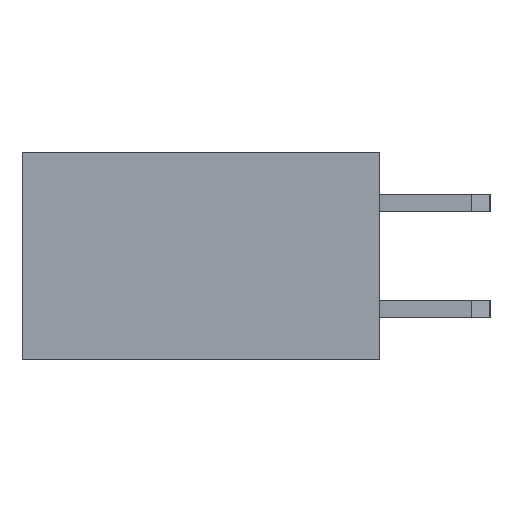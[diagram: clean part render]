
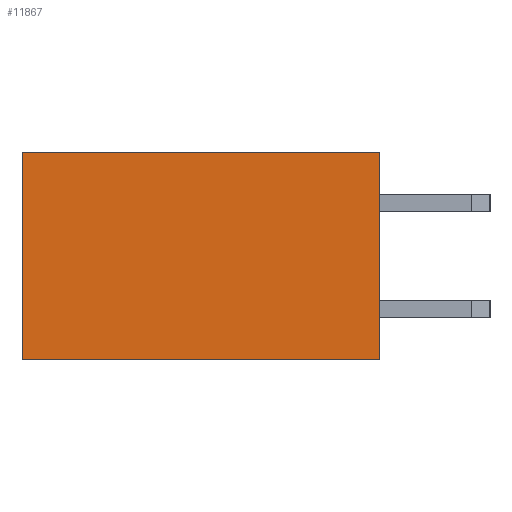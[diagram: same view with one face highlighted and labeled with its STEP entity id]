
A CAD part, left-side view. The second image highlights one B-rep face of the part: STEP entity #11867.
In plain terms, the highlighted planar face has unit normal (-1, 0, 0).
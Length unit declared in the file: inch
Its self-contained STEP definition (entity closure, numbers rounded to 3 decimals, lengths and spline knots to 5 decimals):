
#1055=ORIENTED_EDGE('',*,*,#4136,.T.);
#1056=ORIENTED_EDGE('',*,*,#3491,.F.);
#1057=ORIENTED_EDGE('',*,*,#4183,.F.);
#1058=ORIENTED_EDGE('',*,*,#3483,.T.);
#3483=EDGE_CURVE('',#5164,#5163,#6283,.T.);
#3491=EDGE_CURVE('',#5171,#5172,#6291,.T.);
#4136=EDGE_CURVE('',#5163,#5172,#6936,.T.);
#4183=EDGE_CURVE('',#5164,#5171,#6983,.T.);
#5163=VERTEX_POINT('',#15997);
#5164=VERTEX_POINT('',#15999);
#5171=VERTEX_POINT('',#16014);
#5172=VERTEX_POINT('',#16016);
#6283=LINE('',#15998,#7963);
#6291=LINE('',#16015,#7971);
#6936=LINE('',#17304,#8616);
#6983=LINE('',#17375,#8663);
#7963=VECTOR('',#13001,39.37008);
#7971=VECTOR('',#13011,39.37008);
#8616=VECTOR('',#14026,39.37008);
#8663=VECTOR('',#14121,39.37008);
#9761=EDGE_LOOP('',(#1055,#1056,#1057,#1058));
#10509=FACE_BOUND('',#9761,.T.);
#11257=PLANE('',#12503);
#11867=ADVANCED_FACE('',(#10509),#11257,.F.);
#12503=AXIS2_PLACEMENT_3D('',#17374,#14119,#14120);
#13001=DIRECTION('',(0.,-1.,0.));
#13011=DIRECTION('',(0.,-1.,0.));
#14026=DIRECTION('',(0.,0.,1.));
#14119=DIRECTION('',(1.,0.,0.));
#14120=DIRECTION('',(0.,0.,-1.));
#14121=DIRECTION('',(0.,0.,1.));
#15997=CARTESIAN_POINT('',(-1.16,0.,-0.0975));
#15998=CARTESIAN_POINT('',(-1.16,0.335,-0.0975));
#15999=CARTESIAN_POINT('',(-1.16,0.335,-0.0975));
#16014=CARTESIAN_POINT('',(-1.16,0.335,0.0975));
#16015=CARTESIAN_POINT('',(-1.16,0.335,0.0975));
#16016=CARTESIAN_POINT('',(-1.16,0.,0.0975));
#17304=CARTESIAN_POINT('',(-1.16,0.,-0.0975));
#17374=CARTESIAN_POINT('',(-1.16,0.335,-0.0975));
#17375=CARTESIAN_POINT('',(-1.16,0.335,-0.0975));
